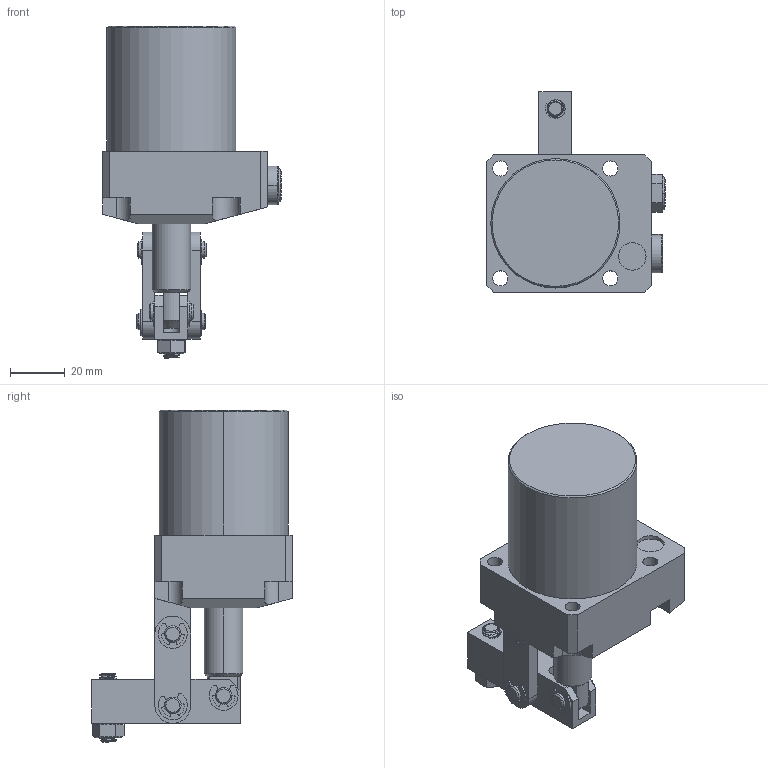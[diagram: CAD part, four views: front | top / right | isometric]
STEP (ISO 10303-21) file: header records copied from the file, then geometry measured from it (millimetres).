
FILE_DESCRIPTION (( 'STEP AP214' ), '1' );
FILE_NAME ('CCLT-04L.STEP', '2020-11-26T09:29:19', ( 'PC' ), ( '' ), 'SwSTEP 2.0', 'SolidWorks 2016', '' );
FILE_SCHEMA (( 'AUTOMOTIVE_DESIGN' ));
Length unit declared in the file: millimetre
Products named in the file (9): 酗种粣-04; 傻种粣-04; yabi-04; luosi-04; luomu-04; liangan-04; 6MM开口挡圈; benti-04l; CCLT-04L
Assembly tree (15 placements, depth 2):
  CCLT-04L
    benti-04l
    6MM开口挡圈  x6
    liangan-04  x2
    luomu-04
    luosi-04
    yabi-04
    傻种粣-04
    酗种粣-04  x2
Bounding box: 65 x 73 x 120.79 mm (x, y, z)
Volume: 170250.5 mm3; surface area: 32398.4 mm2
Topology: 15 solids, 15 shells, 462 faces, 1207 edges, 793 vertices
Faces by surface type: cylinder 262, plane 158, cone 32, bspline 6, torus 4
Entity records: 15314 total; most frequent: CARTESIAN_POINT 7572, ORIENTED_EDGE 1650, DIRECTION 1448, EDGE_CURVE 825, VERTEX_POINT 539, AXIS2_PLACEMENT_3D 530, VECTOR 388, LINE 388
